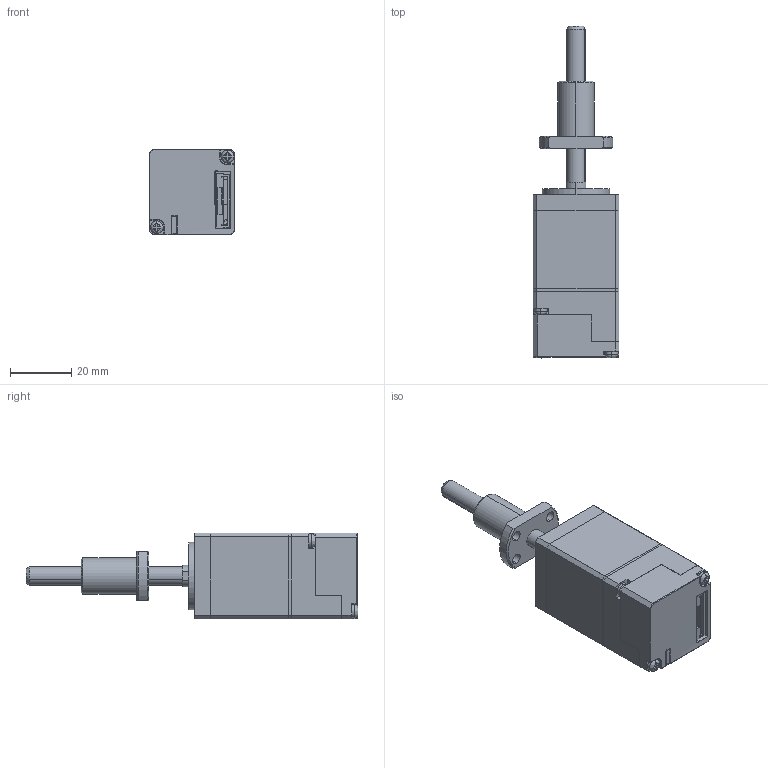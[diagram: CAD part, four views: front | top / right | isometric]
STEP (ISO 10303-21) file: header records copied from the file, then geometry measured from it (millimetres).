
FILE_DESCRIPTION (( 'STEP AP203' ), '1' );
FILE_NAME ('TSM11Q-2RM-B0606-55-FF1-0.STEP', '2021-07-20T08:37:09', ( '' ), ( '' ), 'SwSTEP 2.0', 'SolidWorks 2014', '' );
FILE_SCHEMA (( 'CONFIG_CONTROL_DESIGN' ));
Length unit declared in the file: millimetre
Products named in the file (1): TSM11Q-2RM-B0606-55-FF1-0
Bounding box: 28 x 108.2 x 28.03 mm (x, y, z)
Surface area: 15812.9 mm2 (no closed solid volume)
Topology: 0 solids, 12 shells, 233 faces, 793 edges, 563 vertices
Faces by surface type: plane 110, cylinder 83, bspline 18, cone 16, torus 4, sphere 2
Entity records: 9840 total; most frequent: CARTESIAN_POINT 3230, ORIENTED_EDGE 1296, DIRECTION 1261, EDGE_CURVE 787, VERTEX_POINT 563, VECTOR 457, LINE 457, AXIS2_PLACEMENT_3D 402
